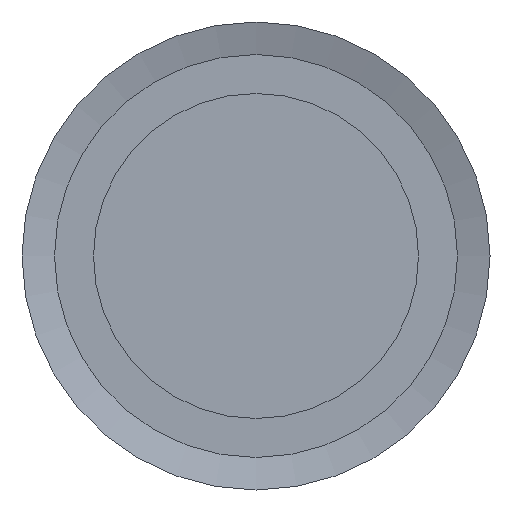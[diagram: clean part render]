
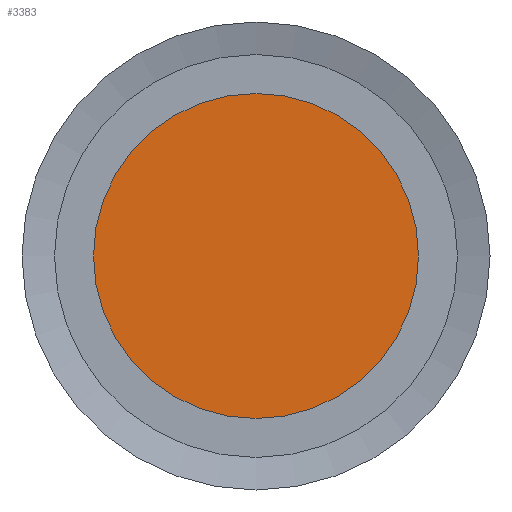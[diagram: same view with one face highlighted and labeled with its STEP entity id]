
A CAD part, left-side view. The second image highlights one B-rep face of the part: STEP entity #3383.
In plain terms, the highlighted planar face has unit normal (-1, 0, 0).
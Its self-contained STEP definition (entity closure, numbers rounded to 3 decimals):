
#1052=VERTEX_POINT('',#5851);
#1296=CIRCLE('',#3795,12.5);
#1792=EDGE_CURVE('',#1052,#1052,#1296,.T.);
#2607=ORIENTED_EDGE('',*,*,#1792,.F.);
#3017=EDGE_LOOP('',(#2607));
#3201=FACE_BOUND('',#3017,.T.);
#3383=ADVANCED_FACE('',(#3201),#5943,.F.);
#3794=AXIS2_PLACEMENT_3D('',#5849,#4810,$);
#3795=AXIS2_PLACEMENT_3D('',#5850,#4811,#4812);
#4810=DIRECTION('',(1.,0.,0.));
#4811=DIRECTION('',(1.,0.,0.));
#4812=DIRECTION('',(0.,0.,-12.5));
#5849=CARTESIAN_POINT('',(0.,0.,0.));
#5850=CARTESIAN_POINT('',(0.,0.,0.));
#5851=CARTESIAN_POINT('',(0.,0.,-12.5));
#5943=PLANE('',#3794);
